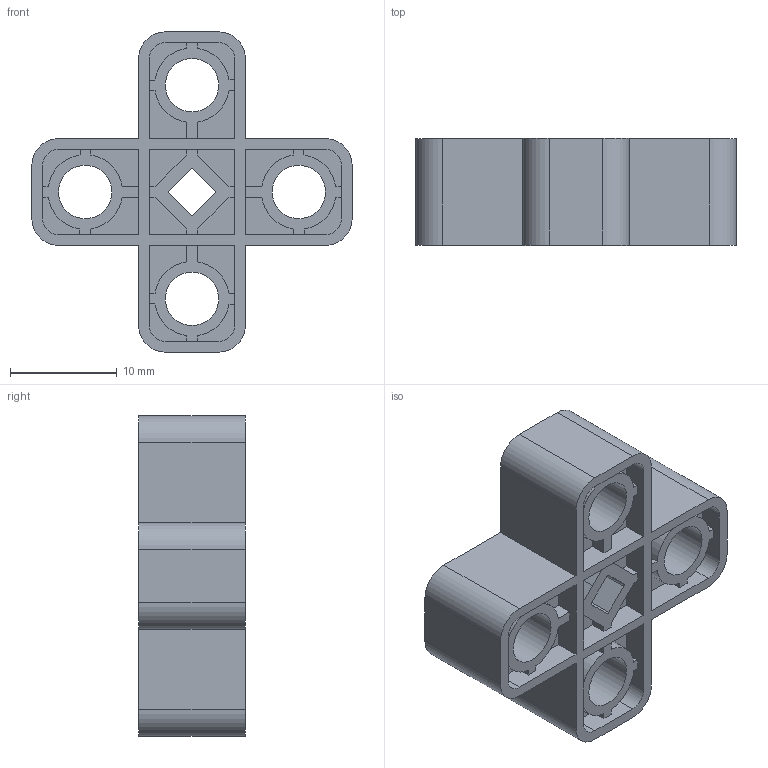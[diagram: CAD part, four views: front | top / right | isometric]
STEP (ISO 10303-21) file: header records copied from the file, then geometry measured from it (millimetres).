
FILE_DESCRIPTION(/* description */ ('Unknown'),/* implementation_level */ '2;1');
FILE_NAME(/* name */ 'A.C.Beams 3x3',/* time_stamp */ '2018-09-06T10:02:16+02:00',/* author */ ('Unknown'),/* organization */ ('Unknown'),/* preprocessor_version */ 'ST-DEVELOPER v16.7',/* originating_system */ 'DEX',/* authorisation */ $);
FILE_SCHEMA (('AUTOMOTIVE_DESIGN {1 0 10303 214 3 1 1}'));
Length unit declared in the file: millimetre
Products named in the file (1): A.C.Beams 3x3
Bounding box: 30 x 10 x 30 mm (x, y, z)
Volume: 3142.3 mm3; surface area: 3590.7 mm2
Topology: 1 solids, 1 shells, 264 faces, 756 edges, 504 vertices
Faces by surface type: plane 200, cylinder 64
Full cylindrical faces by diameter (mm): 5 x4
Entity records: 8598 total; most frequent: CARTESIAN_POINT 1521, ORIENTED_EDGE 1504, DIRECTION 1410, EDGE_CURVE 752, LINE 624, VECTOR 624, VERTEX_POINT 504, AXIS2_PLACEMENT_3D 393
